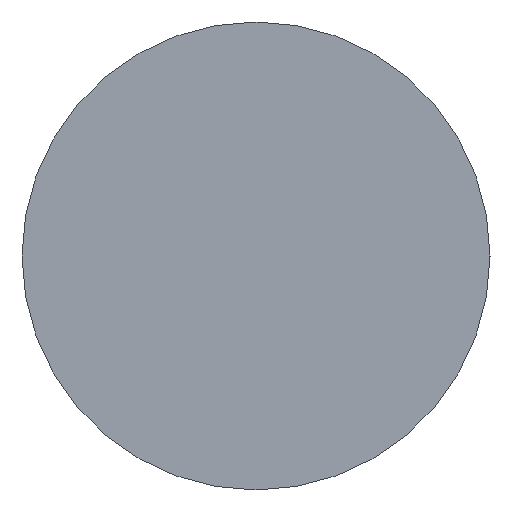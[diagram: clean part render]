
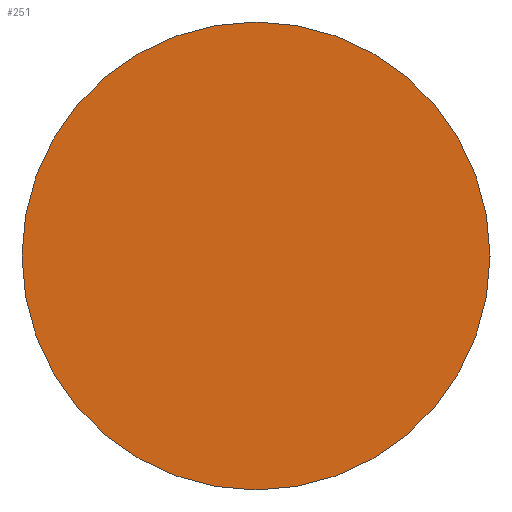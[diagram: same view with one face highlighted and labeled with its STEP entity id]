
A CAD part, left-side view. The second image highlights one B-rep face of the part: STEP entity #251.
In plain terms, the highlighted planar face has unit normal (-1, 0, 0).
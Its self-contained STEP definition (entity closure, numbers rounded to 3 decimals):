
#23=PLANE('',#294);
#33=FACE_OUTER_BOUND('',#49,.T.);
#49=EDGE_LOOP('',(#188,#189));
#87=CIRCLE('',#295,5.);
#88=CIRCLE('',#296,5.);
#115=VERTEX_POINT('',#444);
#116=VERTEX_POINT('',#445);
#145=EDGE_CURVE('',#115,#116,#87,.T.);
#146=EDGE_CURVE('',#116,#115,#88,.T.);
#188=ORIENTED_EDGE('',*,*,#145,.F.);
#189=ORIENTED_EDGE('',*,*,#146,.F.);
#251=ADVANCED_FACE('',(#33),#23,.T.);
#294=AXIS2_PLACEMENT_3D('',#443,#353,#354);
#295=AXIS2_PLACEMENT_3D('',#446,#355,#356);
#296=AXIS2_PLACEMENT_3D('',#447,#357,#358);
#353=DIRECTION('center_axis',(-1.,0.,0.));
#354=DIRECTION('ref_axis',(0.,0.,1.));
#355=DIRECTION('center_axis',(1.,0.,0.));
#356=DIRECTION('ref_axis',(0.,0.,-1.));
#357=DIRECTION('center_axis',(1.,0.,0.));
#358=DIRECTION('ref_axis',(0.,0.,-1.));
#443=CARTESIAN_POINT('Origin',(0.,5.,0.));
#444=CARTESIAN_POINT('',(0.,5.,0.));
#445=CARTESIAN_POINT('',(0.,-5.,0.));
#446=CARTESIAN_POINT('Origin',(0.,0.,0.));
#447=CARTESIAN_POINT('Origin',(0.,0.,0.));
